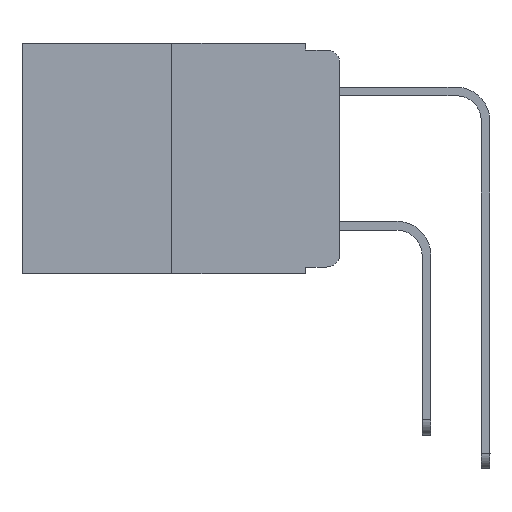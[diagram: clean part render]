
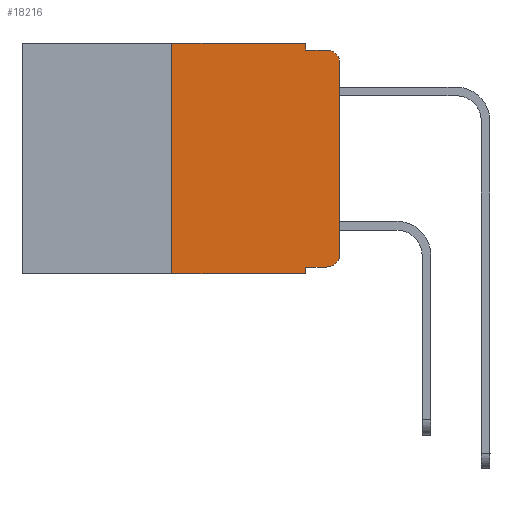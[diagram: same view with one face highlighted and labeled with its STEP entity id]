
A CAD part, left-side view. The second image highlights one B-rep face of the part: STEP entity #18216.
In plain terms, the highlighted planar face has unit normal (-1, 0, 0).
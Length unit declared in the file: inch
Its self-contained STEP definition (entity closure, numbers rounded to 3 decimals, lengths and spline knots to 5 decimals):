
#1275 = CARTESIAN_POINT ( 'NONE',  ( 0., 0., 0. ) ) ;
#1710 = ORIENTED_EDGE ( 'NONE', *, *, #18305, .F. ) ;
#1723 = DIRECTION ( 'NONE',  ( 0., 0., -1. ) ) ;
#2141 = CIRCLE ( 'NONE', #11841, 0.02 ) ;
#2306 = EDGE_CURVE ( 'NONE', #9200, #18717, #4822, .T. ) ;
#2417 = LINE ( 'NONE', #23695, #19318 ) ;
#2856 = CARTESIAN_POINT ( 'NONE',  ( 0., 0.25, 0. ) ) ;
#3105 = CARTESIAN_POINT ( 'NONE',  ( 0., 0.051, -0.01 ) ) ;
#3291 = LINE ( 'NONE', #1275, #10544 ) ;
#3316 = VECTOR ( 'NONE', #14877, 39.37008 ) ;
#3367 = CARTESIAN_POINT ( 'NONE',  ( 0., 0.051, 0. ) ) ;
#3792 = CARTESIAN_POINT ( 'NONE',  ( 0., 0.051, -0.01 ) ) ;
#3810 = ORIENTED_EDGE ( 'NONE', *, *, #21653, .T. ) ;
#4701 = CARTESIAN_POINT ( 'NONE',  ( 0., 0., -0.03 ) ) ;
#4777 = PLANE ( 'NONE',  #24537 ) ;
#4822 = LINE ( 'NONE', #22296, #20423 ) ;
#4871 = ORIENTED_EDGE ( 'NONE', *, *, #8316, .F. ) ;
#4985 = DIRECTION ( 'NONE',  ( 0., -1., 0. ) ) ;
#5594 = ORIENTED_EDGE ( 'NONE', *, *, #23272, .F. ) ;
#5714 = VERTEX_POINT ( 'NONE', #4701 ) ;
#6041 = VERTEX_POINT ( 'NONE', #3792 ) ;
#6877 = VERTEX_POINT ( 'NONE', #23456 ) ;
#6906 = EDGE_LOOP ( 'NONE', ( #15889, #22288, #5594, #18299, #1710, #4871, #10960, #17151, #17002, #3810 ) ) ;
#7753 = AXIS2_PLACEMENT_3D ( 'NONE', #9559, #17031, #1723 ) ;
#8316 = EDGE_CURVE ( 'NONE', #9200, #6877, #8679, .T. ) ;
#8441 = VERTEX_POINT ( 'NONE', #20561 ) ;
#8679 = LINE ( 'NONE', #2856, #16987 ) ;
#9200 = VERTEX_POINT ( 'NONE', #21775 ) ;
#9452 = CARTESIAN_POINT ( 'NONE',  ( 0., 0.02, -0.01 ) ) ;
#9467 = VERTEX_POINT ( 'NONE', #17577 ) ;
#9559 = CARTESIAN_POINT ( 'NONE',  ( 0., 0.02, -0.313 ) ) ;
#10008 = VERTEX_POINT ( 'NONE', #9452 ) ;
#10447 = EDGE_CURVE ( 'NONE', #8441, #6041, #13660, .T. ) ;
#10544 = VECTOR ( 'NONE', #24198, 39.37008 ) ;
#10702 = EDGE_CURVE ( 'NONE', #13080, #5714, #3291, .T. ) ;
#10840 = FACE_OUTER_BOUND ( 'NONE', #6906, .T. ) ;
#10960 = ORIENTED_EDGE ( 'NONE', *, *, #2306, .T. ) ;
#11320 = CARTESIAN_POINT ( 'NONE',  ( 0., 0.473, 0. ) ) ;
#11570 = VECTOR ( 'NONE', #19054, 39.37008 ) ;
#11841 = AXIS2_PLACEMENT_3D ( 'NONE', #12552, #21949, #12440 ) ;
#12440 = DIRECTION ( 'NONE',  ( 0., 0., -1. ) ) ;
#12552 = CARTESIAN_POINT ( 'NONE',  ( 0., 0.02, -0.03 ) ) ;
#12799 = EDGE_CURVE ( 'NONE', #5714, #10008, #2141, .T. ) ;
#13080 = VERTEX_POINT ( 'NONE', #17734 ) ;
#13660 = LINE ( 'NONE', #19379, #20236 ) ;
#13780 = CIRCLE ( 'NONE', #7753, 0.02 ) ;
#14877 = DIRECTION ( 'NONE',  ( 0., 0., -1. ) ) ;
#14934 = CARTESIAN_POINT ( 'NONE',  ( 0., 0.02, -0.333 ) ) ;
#15826 = DIRECTION ( 'NONE',  ( 0., 0., -1. ) ) ;
#15889 = ORIENTED_EDGE ( 'NONE', *, *, #10702, .T. ) ;
#16536 = CARTESIAN_POINT ( 'NONE',  ( 0., 0.473, 0. ) ) ;
#16987 = VECTOR ( 'NONE', #18292, 39.37008 ) ;
#17002 = ORIENTED_EDGE ( 'NONE', *, *, #19002, .T. ) ;
#17031 = DIRECTION ( 'NONE',  ( -1., 0., 0. ) ) ;
#17151 = ORIENTED_EDGE ( 'NONE', *, *, #21679, .F. ) ;
#17577 = CARTESIAN_POINT ( 'NONE',  ( 0., 0.051, -0.333 ) ) ;
#17734 = CARTESIAN_POINT ( 'NONE',  ( 0., 0., -0.313 ) ) ;
#18216 = ADVANCED_FACE ( 'NONE', ( #10840 ), #4777, .F. ) ;
#18292 = DIRECTION ( 'NONE',  ( 0., 0., 1. ) ) ;
#18299 = ORIENTED_EDGE ( 'NONE', *, *, #10447, .F. ) ;
#18305 = EDGE_CURVE ( 'NONE', #6877, #8441, #24641, .T. ) ;
#18717 = VERTEX_POINT ( 'NONE', #20643 ) ;
#19002 = EDGE_CURVE ( 'NONE', #9467, #22555, #2417, .T. ) ;
#19044 = LINE ( 'NONE', #3367, #3316 ) ;
#19054 = DIRECTION ( 'NONE',  ( 0., -1., 0. ) ) ;
#19318 = VECTOR ( 'NONE', #23566, 39.37008 ) ;
#19379 = CARTESIAN_POINT ( 'NONE',  ( 0., 0.051, 0. ) ) ;
#19969 = DIRECTION ( 'NONE',  ( 0., 0., -1. ) ) ;
#20210 = DIRECTION ( 'NONE',  ( 1., 0., 0. ) ) ;
#20236 = VECTOR ( 'NONE', #15826, 39.37008 ) ;
#20423 = VECTOR ( 'NONE', #20519, 39.37008 ) ;
#20519 = DIRECTION ( 'NONE',  ( 0., -1., 0. ) ) ;
#20561 = CARTESIAN_POINT ( 'NONE',  ( 0., 0.051, 0. ) ) ;
#20643 = CARTESIAN_POINT ( 'NONE',  ( 0., 0.051, -0.343 ) ) ;
#21653 = EDGE_CURVE ( 'NONE', #22555, #13080, #13780, .T. ) ;
#21679 = EDGE_CURVE ( 'NONE', #9467, #18717, #19044, .T. ) ;
#21775 = CARTESIAN_POINT ( 'NONE',  ( 0., 0.25, -0.343 ) ) ;
#21949 = DIRECTION ( 'NONE',  ( -1., 0., 0. ) ) ;
#22288 = ORIENTED_EDGE ( 'NONE', *, *, #12799, .T. ) ;
#22296 = CARTESIAN_POINT ( 'NONE',  ( 0., 0.473, -0.343 ) ) ;
#22555 = VERTEX_POINT ( 'NONE', #14934 ) ;
#23272 = EDGE_CURVE ( 'NONE', #6041, #10008, #24238, .T. ) ;
#23456 = CARTESIAN_POINT ( 'NONE',  ( 0., 0.25, 0. ) ) ;
#23566 = DIRECTION ( 'NONE',  ( 0., -1., 0. ) ) ;
#23695 = CARTESIAN_POINT ( 'NONE',  ( 0., 0.051, -0.333 ) ) ;
#24198 = DIRECTION ( 'NONE',  ( 0., 0., 1. ) ) ;
#24238 = LINE ( 'NONE', #3105, #24805 ) ;
#24537 = AXIS2_PLACEMENT_3D ( 'NONE', #16536, #20210, #19969 ) ;
#24641 = LINE ( 'NONE', #11320, #11570 ) ;
#24805 = VECTOR ( 'NONE', #4985, 39.37008 ) ;
